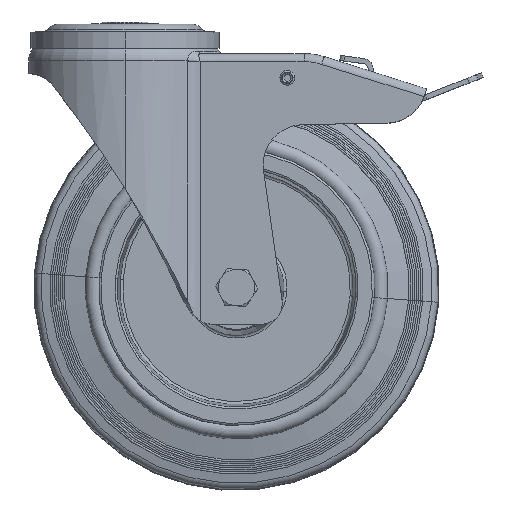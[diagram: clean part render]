
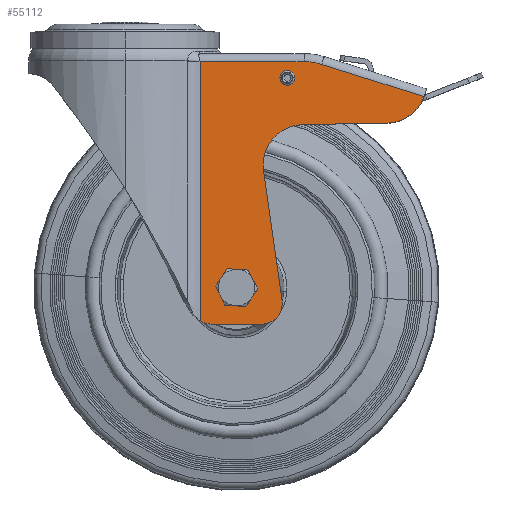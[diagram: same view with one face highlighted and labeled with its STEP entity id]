
A CAD part, top view. The second image highlights one B-rep face of the part: STEP entity #55112.
In plain terms, the highlighted planar face has unit normal (0, 0, 1).
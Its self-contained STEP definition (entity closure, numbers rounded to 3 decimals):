
#508 = CARTESIAN_POINT ( 'NONE',  ( 129.074, -49.899, 34. ) ) ;
#590 = DIRECTION ( 'NONE',  ( 0., 0., 1. ) ) ;
#1077 = VERTEX_POINT ( 'NONE', #15654 ) ;
#1752 = DIRECTION ( 'NONE',  ( 0., 0., -1. ) ) ;
#2505 = DIRECTION ( 'NONE',  ( 0., 0., 1. ) ) ;
#2539 = EDGE_CURVE ( 'NONE', #10877, #8210, #47392, .T. ) ;
#2792 = AXIS2_PLACEMENT_3D ( 'NONE', #50618, #14033, #45424 ) ;
#3841 = ORIENTED_EDGE ( 'NONE', *, *, #2539, .F. ) ;
#4015 = CIRCLE ( 'NONE', #50704, 2.6 ) ;
#5363 = DIRECTION ( 'NONE',  ( 0., 1., 0. ) ) ;
#6305 = CARTESIAN_POINT ( 'NONE',  ( 88.271, -19.6, 34. ) ) ;
#6334 = DIRECTION ( 'NONE',  ( 0.937, -0.348, 0. ) ) ;
#6354 = EDGE_CURVE ( 'NONE', #28746, #47497, #46509, .T. ) ;
#6415 = AXIS2_PLACEMENT_3D ( 'NONE', #53291, #53899, #6334 ) ;
#6445 = DIRECTION ( 'NONE',  ( 0., 0., 1. ) ) ;
#6594 = VECTOR ( 'NONE', #28220, 1000. ) ;
#6712 = VERTEX_POINT ( 'NONE', #42525 ) ;
#7421 = EDGE_CURVE ( 'NONE', #56226, #12536, #35042, .T. ) ;
#8059 = DIRECTION ( 'NONE',  ( 0.954, -0.301, 0. ) ) ;
#8210 = VERTEX_POINT ( 'NONE', #45492 ) ;
#8470 = CARTESIAN_POINT ( 'NONE',  ( 37.016, -104.773, 34. ) ) ;
#8673 = EDGE_CURVE ( 'NONE', #34203, #33544, #29739, .T. ) ;
#9172 = ORIENTED_EDGE ( 'NONE', *, *, #10486, .F. ) ;
#10358 = CARTESIAN_POINT ( 'NONE',  ( 129.074, -49.899, 34. ) ) ;
#10486 = EDGE_CURVE ( 'NONE', #51011, #6712, #57660, .T. ) ;
#10681 = VERTEX_POINT ( 'NONE', #31655 ) ;
#10877 = VERTEX_POINT ( 'NONE', #11141 ) ;
#11141 = CARTESIAN_POINT ( 'NONE',  ( 48.9, -131., 34. ) ) ;
#11470 = CARTESIAN_POINT ( 'NONE',  ( 96.991, -20.942, 34. ) ) ;
#11747 = EDGE_CURVE ( 'NONE', #32120, #25312, #13232, .T. ) ;
#12536 = VERTEX_POINT ( 'NONE', #25486 ) ;
#13083 = DIRECTION ( 'NONE',  ( 0., 0., 1. ) ) ;
#13232 = LINE ( 'NONE', #16621, #42677 ) ;
#14033 = DIRECTION ( 'NONE',  ( 0., 0., 1. ) ) ;
#14102 = DIRECTION ( 'NONE',  ( -1., 0., 0. ) ) ;
#14186 = AXIS2_PLACEMENT_3D ( 'NONE', #52415, #590, #37788 ) ;
#14981 = ORIENTED_EDGE ( 'NONE', *, *, #16962, .F. ) ;
#15654 = CARTESIAN_POINT ( 'NONE',  ( 67.505, -149., 34. ) ) ;
#15909 = DIRECTION ( 'NONE',  ( -1., 0., 0. ) ) ;
#16113 = CIRCLE ( 'NONE', #50170, 10. ) ;
#16423 = EDGE_LOOP ( 'NONE', ( #3841, #50674 ) ) ;
#16621 = CARTESIAN_POINT ( 'NONE',  ( 96.991, -20.942, 34. ) ) ;
#16962 = EDGE_CURVE ( 'NONE', #21985, #10681, #32622, .T. ) ;
#16982 = DIRECTION ( 'NONE',  ( 0.99, 0.141, 0. ) ) ;
#17154 = DIRECTION ( 'NONE',  ( 1., 0., 0. ) ) ;
#17376 = EDGE_CURVE ( 'NONE', #34203, #32120, #44395, .T. ) ;
#17817 = CARTESIAN_POINT ( 'NONE',  ( 42.505, -149., 34. ) ) ;
#18108 = AXIS2_PLACEMENT_3D ( 'NONE', #42290, #28797, #5363 ) ;
#18156 = AXIS2_PLACEMENT_3D ( 'NONE', #19625, #47342, #14102 ) ;
#18224 = CARTESIAN_POINT ( 'NONE',  ( 37.015, -19.6, 34. ) ) ;
#18309 = FACE_OUTER_BOUND ( 'NONE', #59436, .T. ) ;
#18435 = AXIS2_PLACEMENT_3D ( 'NONE', #26364, #58703, #59303 ) ;
#18702 = DIRECTION ( 'NONE',  ( -1., 0., 0. ) ) ;
#19625 = CARTESIAN_POINT ( 'NONE',  ( 55., -131., 34. ) ) ;
#19680 = CARTESIAN_POINT ( 'NONE',  ( 77.4, -27.6, 34. ) ) ;
#21038 = CIRCLE ( 'NONE', #6415, 20. ) ;
#21350 = VECTOR ( 'NONE', #57849, 1000. ) ;
#21985 = VERTEX_POINT ( 'NONE', #19680 ) ;
#22853 = CARTESIAN_POINT ( 'NONE',  ( 37.017, -147.359, 34. ) ) ;
#23788 = ORIENTED_EDGE ( 'NONE', *, *, #17376, .F. ) ;
#24595 = VECTOR ( 'NONE', #18702, 1000. ) ;
#25312 = VERTEX_POINT ( 'NONE', #33967 ) ;
#25486 = CARTESIAN_POINT ( 'NONE',  ( 37.017, -147.359, 34. ) ) ;
#26364 = CARTESIAN_POINT ( 'NONE',  ( 42.505, -139., 34. ) ) ;
#27649 = CIRCLE ( 'NONE', #34506, 6.1 ) ;
#28220 = DIRECTION ( 'NONE',  ( -1., -0.017, 0. ) ) ;
#28305 = EDGE_CURVE ( 'NONE', #10681, #21985, #4015, .T. ) ;
#28529 = CARTESIAN_POINT ( 'NONE',  ( 68.25, -73.425, 34. ) ) ;
#28746 = VERTEX_POINT ( 'NONE', #10358 ) ;
#28797 = DIRECTION ( 'NONE',  ( 0., 0., -1. ) ) ;
#29226 = ORIENTED_EDGE ( 'NONE', *, *, #28305, .F. ) ;
#29730 = CIRCLE ( 'NONE', #14186, 20. ) ;
#29739 = LINE ( 'NONE', #6305, #21350 ) ;
#31655 = CARTESIAN_POINT ( 'NONE',  ( 82.6, -27.6, 34. ) ) ;
#31998 = FACE_BOUND ( 'NONE', #38352, .T. ) ;
#32120 = VERTEX_POINT ( 'NONE', #11470 ) ;
#32622 = CIRCLE ( 'NONE', #49171, 2.6 ) ;
#32640 = ORIENTED_EDGE ( 'NONE', *, *, #34046, .F. ) ;
#33119 = EDGE_CURVE ( 'NONE', #8210, #10877, #27649, .T. ) ;
#33544 = VERTEX_POINT ( 'NONE', #54116 ) ;
#33967 = CARTESIAN_POINT ( 'NONE',  ( 147.483, -36.862, 34. ) ) ;
#34046 = EDGE_CURVE ( 'NONE', #47497, #51011, #29730, .T. ) ;
#34203 = VERTEX_POINT ( 'NONE', #42003 ) ;
#34506 = AXIS2_PLACEMENT_3D ( 'NONE', #36580, #13083, #45689 ) ;
#35042 = CIRCLE ( 'NONE', #18435, 10. ) ;
#35555 = EDGE_CURVE ( 'NONE', #33544, #12536, #38963, .T. ) ;
#36580 = CARTESIAN_POINT ( 'NONE',  ( 55., -131., 34. ) ) ;
#37552 = EDGE_CURVE ( 'NONE', #1077, #56226, #60144, .T. ) ;
#37788 = DIRECTION ( 'NONE',  ( -0.017, 1., 0. ) ) ;
#37839 = ORIENTED_EDGE ( 'NONE', *, *, #6354, .F. ) ;
#38352 = EDGE_LOOP ( 'NONE', ( #14981, #29226 ) ) ;
#38739 = CARTESIAN_POINT ( 'NONE',  ( 68.25, -73.425, 34. ) ) ;
#38963 = B_SPLINE_CURVE_WITH_KNOTS ( 'NONE', 3,
 ( #18224, #60001, #8470, #22853 ),
 .UNSPECIFIED., .F., .F.,
 ( 4, 4 ),
 ( 0., 1. ),
 .UNSPECIFIED. ) ;
#41978 = ORIENTED_EDGE ( 'NONE', *, *, #46581, .F. ) ;
#42003 = CARTESIAN_POINT ( 'NONE',  ( 88.271, -19.6, 34. ) ) ;
#42290 = CARTESIAN_POINT ( 'NONE',  ( 88.271, -48.6, 34. ) ) ;
#42525 = CARTESIAN_POINT ( 'NONE',  ( 77.405, -137.588, 34. ) ) ;
#42677 = VECTOR ( 'NONE', #8059, 1000. ) ;
#44395 = CIRCLE ( 'NONE', #18108, 29. ) ;
#45150 = FACE_BOUND ( 'NONE', #16423, .T. ) ;
#45424 = DIRECTION ( 'NONE',  ( 1., 0., 0. ) ) ;
#45492 = CARTESIAN_POINT ( 'NONE',  ( 61.1, -131., 34. ) ) ;
#45636 = ORIENTED_EDGE ( 'NONE', *, *, #37552, .F. ) ;
#45689 = DIRECTION ( 'NONE',  ( 1., 0., 0. ) ) ;
#45751 = PLANE ( 'NONE',  #2792 ) ;
#45807 = CARTESIAN_POINT ( 'NONE',  ( 55.005, -149., 34. ) ) ;
#46509 = LINE ( 'NONE', #508, #6594 ) ;
#46581 = EDGE_CURVE ( 'NONE', #6712, #1077, #16113, .T. ) ;
#47342 = DIRECTION ( 'NONE',  ( 0., 0., 1. ) ) ;
#47392 = CIRCLE ( 'NONE', #18156, 6.1 ) ;
#47497 = VERTEX_POINT ( 'NONE', #51757 ) ;
#47607 = ORIENTED_EDGE ( 'NONE', *, *, #35555, .T. ) ;
#49171 = AXIS2_PLACEMENT_3D ( 'NONE', #56829, #6445, #15909 ) ;
#49331 = ORIENTED_EDGE ( 'NONE', *, *, #7421, .F. ) ;
#50162 = ORIENTED_EDGE ( 'NONE', *, *, #53655, .F. ) ;
#50170 = AXIS2_PLACEMENT_3D ( 'NONE', #57563, #1752, #16982 ) ;
#50224 = ORIENTED_EDGE ( 'NONE', *, *, #8673, .T. ) ;
#50618 = CARTESIAN_POINT ( 'NONE',  ( 0., -165.6, 34. ) ) ;
#50674 = ORIENTED_EDGE ( 'NONE', *, *, #33119, .F. ) ;
#50704 = AXIS2_PLACEMENT_3D ( 'NONE', #58327, #2505, #17154 ) ;
#51011 = VERTEX_POINT ( 'NONE', #28529 ) ;
#51757 = CARTESIAN_POINT ( 'NONE',  ( 87.71, -50.603, 34. ) ) ;
#52369 = ORIENTED_EDGE ( 'NONE', *, *, #11747, .F. ) ;
#52415 = CARTESIAN_POINT ( 'NONE',  ( 88.05, -70.6, 34. ) ) ;
#53291 = CARTESIAN_POINT ( 'NONE',  ( 128.734, -29.902, 34. ) ) ;
#53379 = DIRECTION ( 'NONE',  ( 0.141, -0.99, 0. ) ) ;
#53655 = EDGE_CURVE ( 'NONE', #25312, #28746, #21038, .T. ) ;
#53696 = VECTOR ( 'NONE', #53379, 1000. ) ;
#53899 = DIRECTION ( 'NONE',  ( 0., 0., -1. ) ) ;
#54116 = CARTESIAN_POINT ( 'NONE',  ( 37.015, -19.6, 34. ) ) ;
#55112 = ADVANCED_FACE ( 'NONE', ( #31998, #45150, #18309 ), #45751, .T. ) ;
#56226 = VERTEX_POINT ( 'NONE', #17817 ) ;
#56829 = CARTESIAN_POINT ( 'NONE',  ( 80., -27.6, 34. ) ) ;
#57563 = CARTESIAN_POINT ( 'NONE',  ( 67.505, -139., 34. ) ) ;
#57660 = LINE ( 'NONE', #38739, #53696 ) ;
#57849 = DIRECTION ( 'NONE',  ( -1., 0., 0. ) ) ;
#58327 = CARTESIAN_POINT ( 'NONE',  ( 80., -27.6, 34. ) ) ;
#58703 = DIRECTION ( 'NONE',  ( 0., 0., -1. ) ) ;
#59303 = DIRECTION ( 'NONE',  ( 0., -1., 0. ) ) ;
#59436 = EDGE_LOOP ( 'NONE', ( #41978, #9172, #32640, #37839, #50162, #52369, #23788, #50224, #47607, #49331, #45636 ) ) ;
#60001 = CARTESIAN_POINT ( 'NONE',  ( 37.016, -62.186, 34. ) ) ;
#60144 = LINE ( 'NONE', #45807, #24595 ) ;
